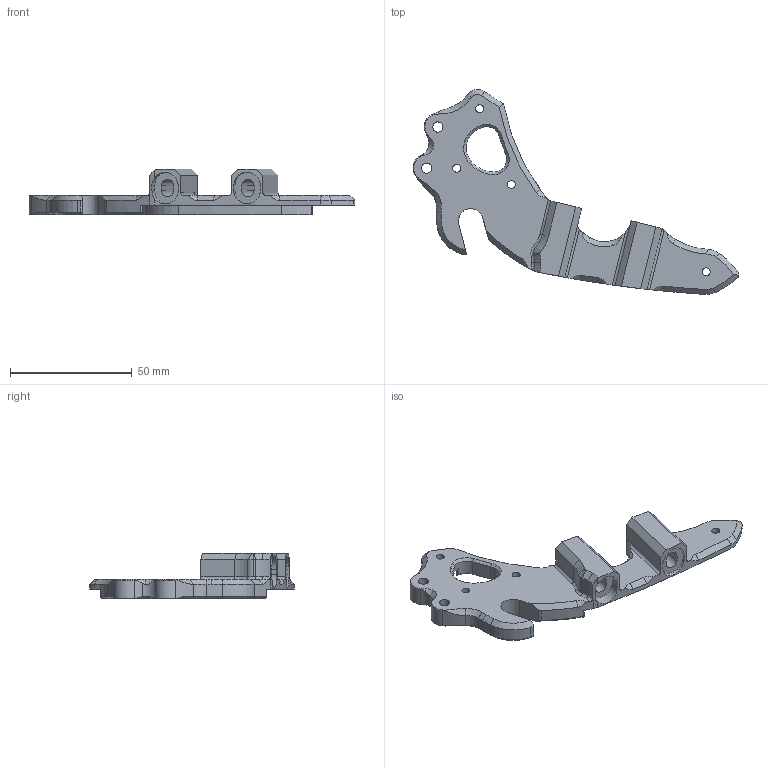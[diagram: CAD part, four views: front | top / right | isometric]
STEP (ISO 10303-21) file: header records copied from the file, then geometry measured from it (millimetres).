
FILE_DESCRIPTION (( 'STEP AP214' ), '1' );
FILE_NAME ('PA464.STEP', '2015-10-23T22:11:21', ( 'JeffCAD' ), ( 'Microsoft' ), 'SwSTEP 2.0', 'SolidWorks 2015', '' );
FILE_SCHEMA (( 'AUTOMOTIVE_DESIGN' ));
Length unit declared in the file: millimetre
Products named in the file (1): PA464
Bounding box: 133.88 x 84.13 x 18.83 mm (x, y, z)
Volume: 27566.1 mm3; surface area: 14115.3 mm2
Topology: 1 solids, 1 shells, 201 faces, 555 edges, 357 vertices
Faces by surface type: cylinder 93, cone 52, plane 41, bspline 11, torus 4
Entity records: 7512 total; most frequent: CARTESIAN_POINT 2351, ORIENTED_EDGE 1110, DIRECTION 1064, EDGE_CURVE 555, AXIS2_PLACEMENT_3D 416, VERTEX_POINT 357, VECTOR 232, LINE 232
